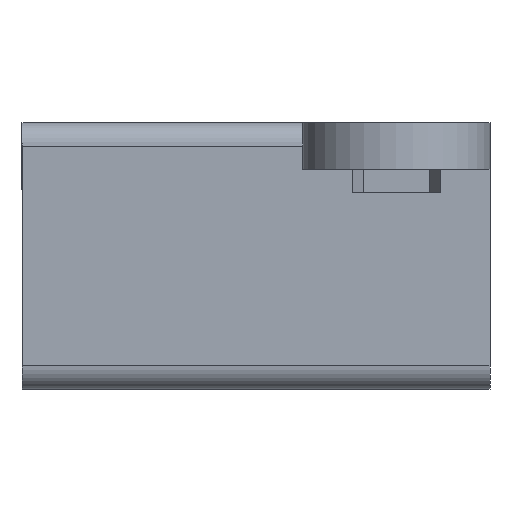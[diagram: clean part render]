
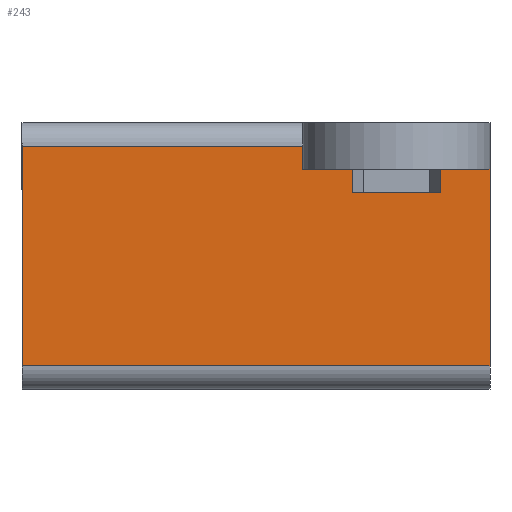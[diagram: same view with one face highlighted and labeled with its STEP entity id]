
A CAD part, left-side view. The second image highlights one B-rep face of the part: STEP entity #243.
In plain terms, the highlighted planar face has unit normal (-1, 0, 0).
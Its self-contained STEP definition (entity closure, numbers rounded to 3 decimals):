
#32 = VERTEX_POINT('',#33);
#33 = CARTESIAN_POINT('',(-7.4,0.,4.));
#40 = EDGE_CURVE('',#32,#41,#43,.T.);
#41 = VERTEX_POINT('',#42);
#42 = CARTESIAN_POINT('',(-7.4,0.,-5.4));
#43 = LINE('',#44,#45);
#44 = CARTESIAN_POINT('',(-7.4,0.,4.));
#45 = VECTOR('',#46,1.);
#46 = DIRECTION('',(0.,0.,-1.));
#225 = VERTEX_POINT('',#226);
#226 = CARTESIAN_POINT('',(-7.4,-12.,4.));
#233 = EDGE_CURVE('',#32,#225,#234,.T.);
#234 = LINE('',#235,#236);
#235 = CARTESIAN_POINT('',(-7.4,0.,4.));
#236 = VECTOR('',#237,1.);
#237 = DIRECTION('',(0.,-1.,0.));
#243 = ADVANCED_FACE('',(#244),#310,.F.);
#244 = FACE_BOUND('',#245,.F.);
#245 = EDGE_LOOP('',(#246,#247,#248,#256,#264,#272,#280,#288,#296,#304)
  );
#246 = ORIENTED_EDGE('',*,*,#40,.F.);
#247 = ORIENTED_EDGE('',*,*,#233,.T.);
#248 = ORIENTED_EDGE('',*,*,#249,.F.);
#249 = EDGE_CURVE('',#250,#225,#252,.T.);
#250 = VERTEX_POINT('',#251);
#251 = CARTESIAN_POINT('',(-7.4,-12.,3.));
#252 = LINE('',#253,#254);
#253 = CARTESIAN_POINT('',(-7.4,-12.,4.5));
#254 = VECTOR('',#255,1.);
#255 = DIRECTION('',(0.,0.,1.));
#256 = ORIENTED_EDGE('',*,*,#257,.T.);
#257 = EDGE_CURVE('',#250,#258,#260,.T.);
#258 = VERTEX_POINT('',#259);
#259 = CARTESIAN_POINT('',(-7.4,-14.124,3.));
#260 = LINE('',#261,#262);
#261 = CARTESIAN_POINT('',(-7.4,-8.,3.));
#262 = VECTOR('',#263,1.);
#263 = DIRECTION('',(0.,-1.,0.));
#264 = ORIENTED_EDGE('',*,*,#265,.F.);
#265 = EDGE_CURVE('',#266,#258,#268,.T.);
#266 = VERTEX_POINT('',#267);
#267 = CARTESIAN_POINT('',(-7.4,-14.124,2.));
#268 = LINE('',#269,#270);
#269 = CARTESIAN_POINT('',(-7.4,-14.124,3.));
#270 = VECTOR('',#271,1.);
#271 = DIRECTION('',(0.,0.,1.));
#272 = ORIENTED_EDGE('',*,*,#273,.T.);
#273 = EDGE_CURVE('',#266,#274,#276,.T.);
#274 = VERTEX_POINT('',#275);
#275 = CARTESIAN_POINT('',(-7.4,-17.876,2.));
#276 = LINE('',#277,#278);
#277 = CARTESIAN_POINT('',(-7.4,-8.,2.));
#278 = VECTOR('',#279,1.);
#279 = DIRECTION('',(0.,-1.,0.));
#280 = ORIENTED_EDGE('',*,*,#281,.F.);
#281 = EDGE_CURVE('',#282,#274,#284,.T.);
#282 = VERTEX_POINT('',#283);
#283 = CARTESIAN_POINT('',(-7.4,-17.876,3.));
#284 = LINE('',#285,#286);
#285 = CARTESIAN_POINT('',(-7.4,-17.876,3.));
#286 = VECTOR('',#287,1.);
#287 = DIRECTION('',(0.,0.,-1.));
#288 = ORIENTED_EDGE('',*,*,#289,.T.);
#289 = EDGE_CURVE('',#282,#290,#292,.T.);
#290 = VERTEX_POINT('',#291);
#291 = CARTESIAN_POINT('',(-7.4,-20.,3.));
#292 = LINE('',#293,#294);
#293 = CARTESIAN_POINT('',(-7.4,-8.,3.));
#294 = VECTOR('',#295,1.);
#295 = DIRECTION('',(0.,-1.,0.));
#296 = ORIENTED_EDGE('',*,*,#297,.T.);
#297 = EDGE_CURVE('',#290,#298,#300,.T.);
#298 = VERTEX_POINT('',#299);
#299 = CARTESIAN_POINT('',(-7.4,-20.,-5.4));
#300 = LINE('',#301,#302);
#301 = CARTESIAN_POINT('',(-7.4,-20.,4.));
#302 = VECTOR('',#303,1.);
#303 = DIRECTION('',(0.,0.,-1.));
#304 = ORIENTED_EDGE('',*,*,#305,.F.);
#305 = EDGE_CURVE('',#41,#298,#306,.T.);
#306 = LINE('',#307,#308);
#307 = CARTESIAN_POINT('',(-7.4,0.,-5.4));
#308 = VECTOR('',#309,1.);
#309 = DIRECTION('',(0.,-1.,0.));
#310 = PLANE('',#311);
#311 = AXIS2_PLACEMENT_3D('',#312,#313,#314);
#312 = CARTESIAN_POINT('',(-7.4,0.,4.));
#313 = DIRECTION('',(1.,0.,0.));
#314 = DIRECTION('',(0.,0.,-1.));
